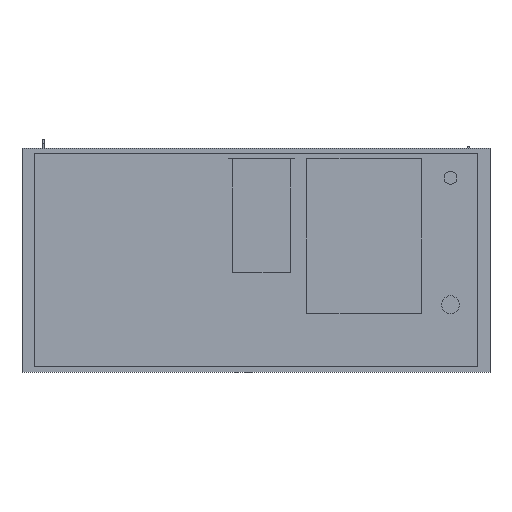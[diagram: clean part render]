
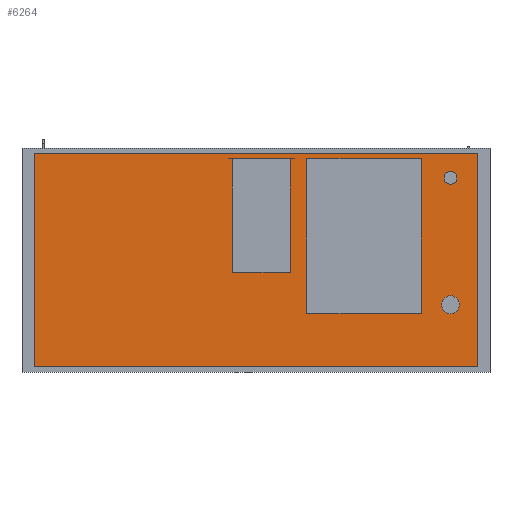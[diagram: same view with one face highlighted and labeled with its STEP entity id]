
A CAD part, front view. The second image highlights one B-rep face of the part: STEP entity #6264.
In plain terms, the highlighted planar face has unit normal (0, -1, 0).
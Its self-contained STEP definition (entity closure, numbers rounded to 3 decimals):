
#102=FACE_BOUND('',#831,.T.);
#103=FACE_BOUND('',#832,.T.);
#122=PLANE('',#6720);
#441=FACE_OUTER_BOUND('',#830,.T.);
#830=EDGE_LOOP('',(#4431,#4432,#4433,#4434));
#831=EDGE_LOOP('',(#4435));
#832=EDGE_LOOP('',(#4436));
#1226=LINE('',#9106,#1983);
#1230=LINE('',#9114,#1987);
#1233=LINE('',#9120,#1990);
#1236=LINE('',#9125,#1993);
#1983=VECTOR('',#7280,10.);
#1987=VECTOR('',#7286,10.);
#1990=VECTOR('',#7291,10.);
#1993=VECTOR('',#7296,10.);
#2727=CIRCLE('',#6704,20.);
#2729=CIRCLE('',#6708,27.5);
#2873=VERTEX_POINT('',#9067);
#2875=VERTEX_POINT('',#9074);
#2884=VERTEX_POINT('',#9104);
#2885=VERTEX_POINT('',#9105);
#2888=VERTEX_POINT('',#9113);
#2890=VERTEX_POINT('',#9119);
#3476=EDGE_CURVE('',#2873,#2873,#2727,.T.);
#3479=EDGE_CURVE('',#2875,#2875,#2729,.T.);
#3492=EDGE_CURVE('',#2884,#2885,#1226,.T.);
#3496=EDGE_CURVE('',#2888,#2884,#1230,.T.);
#3499=EDGE_CURVE('',#2890,#2888,#1233,.T.);
#3502=EDGE_CURVE('',#2885,#2890,#1236,.T.);
#4431=ORIENTED_EDGE('',*,*,#3502,.F.);
#4432=ORIENTED_EDGE('',*,*,#3492,.F.);
#4433=ORIENTED_EDGE('',*,*,#3496,.F.);
#4434=ORIENTED_EDGE('',*,*,#3499,.F.);
#4435=ORIENTED_EDGE('',*,*,#3476,.T.);
#4436=ORIENTED_EDGE('',*,*,#3479,.T.);
#6264=ADVANCED_FACE('',(#441,#102,#103),#122,.F.);
#6704=AXIS2_PLACEMENT_3D('',#9069,#7243,#7244);
#6708=AXIS2_PLACEMENT_3D('',#9076,#7252,#7253);
#6720=AXIS2_PLACEMENT_3D('',#9128,#7300,#7301);
#7243=DIRECTION('center_axis',(0.,1.,0.));
#7244=DIRECTION('ref_axis',(1.,0.,0.));
#7252=DIRECTION('center_axis',(0.,1.,0.));
#7253=DIRECTION('ref_axis',(1.,0.,0.));
#7280=DIRECTION('',(0.,0.,1.));
#7286=DIRECTION('',(-1.,0.,0.));
#7291=DIRECTION('',(0.,0.,-1.));
#7296=DIRECTION('',(1.,0.,0.));
#7300=DIRECTION('center_axis',(0.,1.,0.));
#7301=DIRECTION('ref_axis',(0.,0.,1.));
#9067=CARTESIAN_POINT('',(582.5,0.,255.));
#9069=CARTESIAN_POINT('Origin',(602.5,0.,255.));
#9074=CARTESIAN_POINT('',(575.,0.,-138.));
#9076=CARTESIAN_POINT('Origin',(602.5,0.,-138.));
#9104=CARTESIAN_POINT('',(-687.5,0.,-330.));
#9105=CARTESIAN_POINT('',(-687.5,0.,330.));
#9106=CARTESIAN_POINT('',(-687.5,0.,-330.));
#9113=CARTESIAN_POINT('',(687.5,0.,-330.));
#9114=CARTESIAN_POINT('',(687.5,0.,-330.));
#9119=CARTESIAN_POINT('',(687.5,0.,330.));
#9120=CARTESIAN_POINT('',(687.5,0.,330.));
#9125=CARTESIAN_POINT('',(-687.5,0.,330.));
#9128=CARTESIAN_POINT('Origin',(0.,0.,0.));
